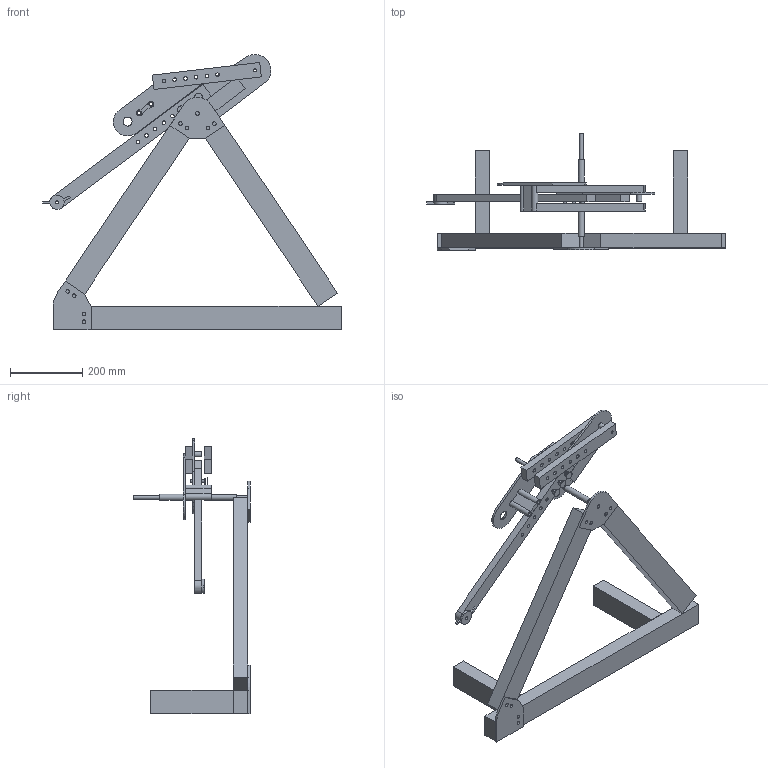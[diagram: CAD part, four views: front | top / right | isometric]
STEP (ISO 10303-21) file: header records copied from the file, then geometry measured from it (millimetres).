
FILE_DESCRIPTION(/* description */ (''),/* implementation_level */ '2;1');
FILE_NAME(/* name */ 'trebuchetAbril2025-Comps v14.step',/* time_stamp */ '2025-06-04T13:35:58-04:00',/* author */ (''),/* organization */ (''),/* preprocessor_version */ 'ST-DEVELOPER v20.1',/* originating_system */ 'Autodesk Translation Framework v14.4.0.0',/* authorisation */ '');
FILE_SCHEMA (('AUTOMOTIVE_DESIGN { 1 0 10303 214 3 1 1 }'));
Length unit declared in the file: millimetre
Products named in the file (14): trebuchetAbril2025-Comps; MdfCodoContrapeso; PaloUnionMdf; MdfUnionBrazos; Brazo1; SeparadorEjeContrapeso; topeAjuste; topeAjuste_1; topeAjuste_2; BrazoContrapeso; separadorMdfContrapeso; SeparadorEjecentral; SeparadorEjecentral_1; CabezalLanzador
Assembly tree (14 placements, depth 2):
  trebuchetAbril2025-Comps
    MdfCodoContrapeso
    PaloUnionMdf
    MdfUnionBrazos
    BrazoContrapeso  x2
    Brazo1
    SeparadorEjeContrapeso
    topeAjuste
    topeAjuste_1
    topeAjuste_2
    separadorMdfContrapeso
    SeparadorEjecentral
    SeparadorEjecentral_1
    CabezalLanzador
Bounding box: 829.81 x 322 x 763.44 mm (x, y, z)
Volume: 7883206.7 mm3; surface area: 916736.6 mm2
Topology: 22 solids, 22 shells, 187 faces, 417 edges, 277 vertices
Faces by surface type: plane 113, cylinder 71, cone 3
Full cylindrical faces by diameter (mm): 8 x4, 9 x5, 10 x39, 11 x6, 15 x4, 17 x2, 25 x1
Entity records: 5418 total; most frequent: DIRECTION 919, CARTESIAN_POINT 841, ORIENTED_EDGE 768, EDGE_CURVE 384, AXIS2_PLACEMENT_3D 333, EDGE_LOOP 265, VERTEX_POINT 255, LINE 253
